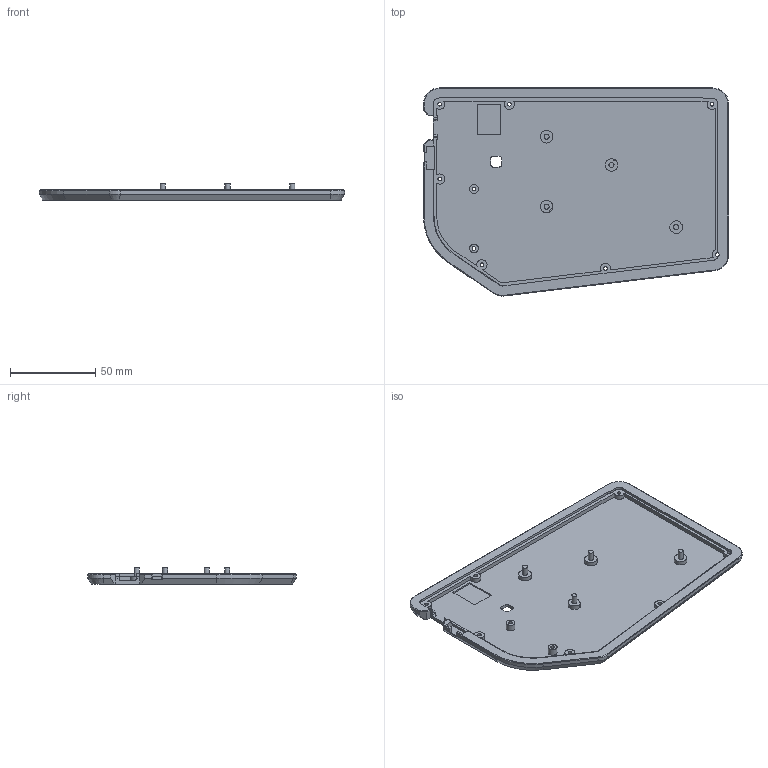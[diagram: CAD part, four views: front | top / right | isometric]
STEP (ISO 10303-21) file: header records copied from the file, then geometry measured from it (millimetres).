
FILE_DESCRIPTION(('FreeCAD Model'),'2;1');
FILE_NAME('Open CASCADE Shape Model','2025-05-14T14:28:32',(''),(''), 'Open CASCADE STEP processor 7.8','FreeCAD','Unknown');
FILE_SCHEMA(('AUTOMOTIVE_DESIGN { 1 0 10303 214 1 1 1 1 }'));
Length unit declared in the file: millimetre
Products named in the file (1): BottomCase
Bounding box: 179.4 x 122.4 x 9.6 mm (x, y, z)
Volume: 53415.5 mm3; surface area: 45659.6 mm2
Topology: 1 solids, 1 shells, 176 faces, 476 edges, 313 vertices
Faces by surface type: plane 106, cylinder 51, cone 19
Full cylindrical faces by diameter (mm): 2.2 x9, 3 x4, 5.2 x2, 7.4 x4
Entity records: 5597 total; most frequent: CARTESIAN_POINT 974, DIRECTION 969, ORIENTED_EDGE 952, EDGE_CURVE 476, AXIS2_PLACEMENT_3D 324, LINE 321, VECTOR 321, VERTEX_POINT 313
